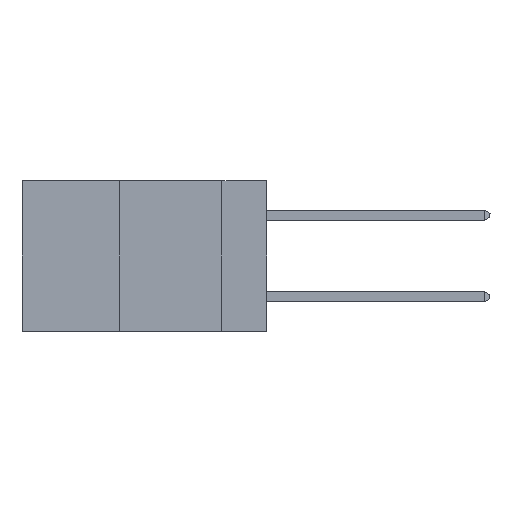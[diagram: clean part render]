
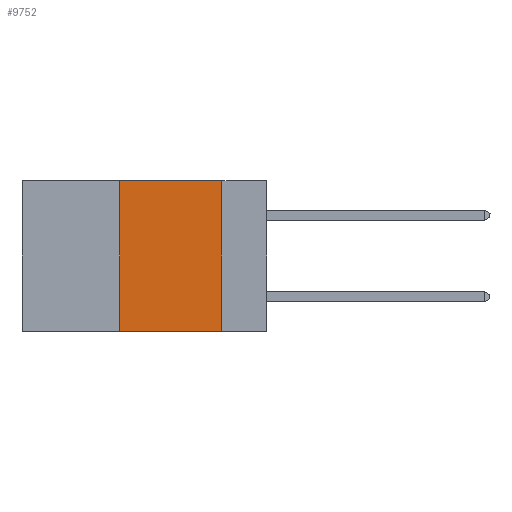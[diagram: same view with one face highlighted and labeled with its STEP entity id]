
A CAD part, left-side view. The second image highlights one B-rep face of the part: STEP entity #9752.
In plain terms, the highlighted planar face has unit normal (-1, 0, 0).
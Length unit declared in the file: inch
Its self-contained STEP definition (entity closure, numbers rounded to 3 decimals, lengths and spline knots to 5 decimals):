
#7 = LINE ( 'NONE', #143, #9458 ) ;
#143 = CARTESIAN_POINT ( 'NONE',  ( 0., 0.36, 0. ) ) ;
#187 = VECTOR ( 'NONE', #12933, 39.37008 ) ;
#419 = EDGE_LOOP ( 'NONE', ( #10429, #3395, #13483, #11038 ) ) ;
#917 = FACE_OUTER_BOUND ( 'NONE', #419, .T. ) ;
#2416 = CARTESIAN_POINT ( 'NONE',  ( 0., 0.11, -0.37 ) ) ;
#3328 = LINE ( 'NONE', #9237, #9140 ) ;
#3395 = ORIENTED_EDGE ( 'NONE', *, *, #6310, .F. ) ;
#3492 = CARTESIAN_POINT ( 'NONE',  ( 0., 0.36, -0.37 ) ) ;
#3809 = PLANE ( 'NONE',  #11391 ) ;
#4966 = DIRECTION ( 'NONE',  ( 1., 0., 0. ) ) ;
#5096 = CARTESIAN_POINT ( 'NONE',  ( 0., 0.36, 0. ) ) ;
#5816 = LINE ( 'NONE', #6927, #8912 ) ;
#5846 = VERTEX_POINT ( 'NONE', #3492 ) ;
#5928 = DIRECTION ( 'NONE',  ( 0., -1., 0. ) ) ;
#6065 = DIRECTION ( 'NONE',  ( 0., 0., 1. ) ) ;
#6183 = CARTESIAN_POINT ( 'NONE',  ( 0., 0.6, -0.37 ) ) ;
#6310 = EDGE_CURVE ( 'NONE', #13897, #12950, #3328, .T. ) ;
#6566 = LINE ( 'NONE', #6183, #187 ) ;
#6927 = CARTESIAN_POINT ( 'NONE',  ( 0., 0.11, 0. ) ) ;
#7104 = EDGE_CURVE ( 'NONE', #5846, #13897, #7, .T. ) ;
#8233 = EDGE_CURVE ( 'NONE', #12950, #12187, #5816, .T. ) ;
#8912 = VECTOR ( 'NONE', #12546, 39.37008 ) ;
#9140 = VECTOR ( 'NONE', #5928, 39.37008 ) ;
#9237 = CARTESIAN_POINT ( 'NONE',  ( 0., 0.6, 0. ) ) ;
#9458 = VECTOR ( 'NONE', #6065, 39.37008 ) ;
#9752 = ADVANCED_FACE ( 'NONE', ( #917 ), #3809, .F. ) ;
#10429 = ORIENTED_EDGE ( 'NONE', *, *, #8233, .F. ) ;
#11038 = ORIENTED_EDGE ( 'NONE', *, *, #13242, .T. ) ;
#11391 = AXIS2_PLACEMENT_3D ( 'NONE', #11806, #4966, #12935 ) ;
#11806 = CARTESIAN_POINT ( 'NONE',  ( 0., 0.6, 0. ) ) ;
#12187 = VERTEX_POINT ( 'NONE', #2416 ) ;
#12546 = DIRECTION ( 'NONE',  ( 0., 0., -1. ) ) ;
#12933 = DIRECTION ( 'NONE',  ( 0., -1., 0. ) ) ;
#12935 = DIRECTION ( 'NONE',  ( 0., 0., -1. ) ) ;
#12950 = VERTEX_POINT ( 'NONE', #12974 ) ;
#12974 = CARTESIAN_POINT ( 'NONE',  ( 0., 0.11, 0. ) ) ;
#13242 = EDGE_CURVE ( 'NONE', #5846, #12187, #6566, .T. ) ;
#13483 = ORIENTED_EDGE ( 'NONE', *, *, #7104, .F. ) ;
#13897 = VERTEX_POINT ( 'NONE', #5096 ) ;
